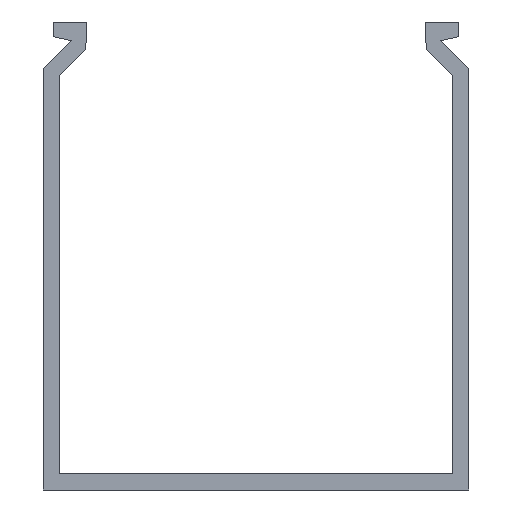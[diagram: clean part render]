
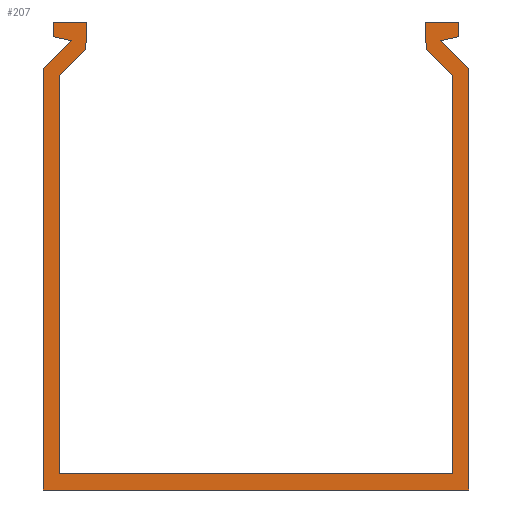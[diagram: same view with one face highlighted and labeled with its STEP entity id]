
A CAD part, front view. The second image highlights one B-rep face of the part: STEP entity #207.
In plain terms, the highlighted planar face has unit normal (0, -1, 0).
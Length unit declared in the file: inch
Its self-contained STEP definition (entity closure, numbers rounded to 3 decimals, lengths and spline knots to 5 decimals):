
#11 = EDGE_CURVE ( 'NONE', #225, #192, #346, .T. ) ;
#12 = CARTESIAN_POINT ( 'NONE',  ( -1.19344, 0., 2.90334 ) ) ;
#15 = LINE ( 'NONE', #284, #570 ) ;
#17 = AXIS2_PLACEMENT_3D ( 'NONE', #632, #228, #217 ) ;
#27 = LINE ( 'NONE', #150, #585 ) ;
#33 = CARTESIAN_POINT ( 'NONE',  ( -1.31082, 0., 3.02411 ) ) ;
#39 = PLANE ( 'NONE',  #17 ) ;
#43 = CARTESIAN_POINT ( 'NONE',  ( 1.10026, 0., 2.84835 ) ) ;
#51 = LINE ( 'NONE', #431, #340 ) ;
#53 = ORIENTED_EDGE ( 'NONE', *, *, #493, .F. ) ;
#65 = CARTESIAN_POINT ( 'NONE',  ( -1.09346, 0., 3.02411 ) ) ;
#74 = DIRECTION ( 'NONE',  ( 0.711, 0., 0.703 ) ) ;
#77 = FACE_OUTER_BOUND ( 'NONE', #139, .T. ) ;
#89 = ORIENTED_EDGE ( 'NONE', *, *, #514, .F. ) ;
#93 = CARTESIAN_POINT ( 'NONE',  ( -1.27001, 0., 0.105 ) ) ;
#115 = LINE ( 'NONE', #569, #662 ) ;
#118 = VERTEX_POINT ( 'NONE', #681 ) ;
#119 = VERTEX_POINT ( 'NONE', #33 ) ;
#120 = DIRECTION ( 'NONE',  ( 0., 0., 1. ) ) ;
#121 = EDGE_CURVE ( 'NONE', #600, #322, #115, .T. ) ;
#122 = DIRECTION ( 'NONE',  ( -0.711, 0., -0.703 ) ) ;
#126 = DIRECTION ( 'NONE',  ( -0.711, 0., 0.703 ) ) ;
#129 = CARTESIAN_POINT ( 'NONE',  ( 1.31087, 0., 3.02411 ) ) ;
#138 = LINE ( 'NONE', #611, #699 ) ;
#139 = EDGE_LOOP ( 'NONE', ( #307, #172, #424, #89, #620, #501, #379, #579, #156, #510, #265, #568, #53, #435, #169, #203, #626, #694 ) ) ;
#142 = EDGE_CURVE ( 'NONE', #631, #482, #527, .T. ) ;
#145 = VECTOR ( 'NONE', #151, 39.37008 ) ;
#150 = CARTESIAN_POINT ( 'NONE',  ( -1.31082, 0., 0.105 ) ) ;
#151 = DIRECTION ( 'NONE',  ( 0., 0., 1. ) ) ;
#156 = ORIENTED_EDGE ( 'NONE', *, *, #224, .T. ) ;
#160 = DIRECTION ( 'NONE',  ( 0., 0., -1. ) ) ;
#169 = ORIENTED_EDGE ( 'NONE', *, *, #121, .F. ) ;
#172 = ORIENTED_EDGE ( 'NONE', *, *, #586, .F. ) ;
#174 = EDGE_CURVE ( 'NONE', #486, #600, #649, .T. ) ;
#175 = VECTOR ( 'NONE', #393, 39.37008 ) ;
#181 = DIRECTION ( 'NONE',  ( 1., 0., 0. ) ) ;
#185 = CARTESIAN_POINT ( 'NONE',  ( 1.31087, 0., 2.92872 ) ) ;
#190 = CARTESIAN_POINT ( 'NONE',  ( 1.31087, 0., 3.02411 ) ) ;
#192 = VERTEX_POINT ( 'NONE', #348 ) ;
#195 = LINE ( 'NONE', #689, #145 ) ;
#198 = VECTOR ( 'NONE', #120, 39.37008 ) ;
#199 = CARTESIAN_POINT ( 'NONE',  ( 1.375, 0., 0. ) ) ;
#203 = ORIENTED_EDGE ( 'NONE', *, *, #174, .F. ) ;
#205 = DIRECTION ( 'NONE',  ( 0., 0., 1. ) ) ;
#207 = ADVANCED_FACE ( 'NONE', ( #77 ), #39, .F. ) ;
#215 = VECTOR ( 'NONE', #74, 39.37008 ) ;
#217 = DIRECTION ( 'NONE',  ( 0., 0., 1. ) ) ;
#221 = VECTOR ( 'NONE', #126, 39.37008 ) ;
#224 = EDGE_CURVE ( 'NONE', #225, #481, #398, .T. ) ;
#225 = VERTEX_POINT ( 'NONE', #518 ) ;
#226 = VECTOR ( 'NONE', #628, 39.37008 ) ;
#228 = DIRECTION ( 'NONE',  ( 0., 1., 0. ) ) ;
#232 = LINE ( 'NONE', #359, #385 ) ;
#233 = CARTESIAN_POINT ( 'NONE',  ( 1.37524, 0., 2.72381 ) ) ;
#246 = DIRECTION ( 'NONE',  ( -0.977, 0., -0.211 ) ) ;
#248 = EDGE_CURVE ( 'NONE', #482, #118, #51, .T. ) ;
#254 = VECTOR ( 'NONE', #562, 39.37008 ) ;
#256 = CARTESIAN_POINT ( 'NONE',  ( -1.37519, 0., 2.72381 ) ) ;
#261 = CARTESIAN_POINT ( 'NONE',  ( -1.27019, 0., 2.68044 ) ) ;
#263 = VERTEX_POINT ( 'NONE', #661 ) ;
#265 = ORIENTED_EDGE ( 'NONE', *, *, #657, .F. ) ;
#271 = EDGE_CURVE ( 'NONE', #263, #119, #27, .T. ) ;
#275 = DIRECTION ( 'NONE',  ( 1., 0., 0. ) ) ;
#284 = CARTESIAN_POINT ( 'NONE',  ( -1.10021, 0., 2.84835 ) ) ;
#290 = VECTOR ( 'NONE', #652, 39.37008 ) ;
#295 = DIRECTION ( 'NONE',  ( 1., 0., 0. ) ) ;
#298 = CARTESIAN_POINT ( 'NONE',  ( 1.375, 0., 0. ) ) ;
#307 = ORIENTED_EDGE ( 'NONE', *, *, #142, .F. ) ;
#309 = CARTESIAN_POINT ( 'NONE',  ( 1.19349, 0., 2.90334 ) ) ;
#310 = LINE ( 'NONE', #12, #175 ) ;
#322 = VERTEX_POINT ( 'NONE', #633 ) ;
#340 = VECTOR ( 'NONE', #645, 39.37008 ) ;
#346 = LINE ( 'NONE', #495, #198 ) ;
#348 = CARTESIAN_POINT ( 'NONE',  ( -1.37519, 0., 2.72381 ) ) ;
#359 = CARTESIAN_POINT ( 'NONE',  ( 1.31087, 0., 2.92872 ) ) ;
#360 = VERTEX_POINT ( 'NONE', #309 ) ;
#361 = DIRECTION ( 'NONE',  ( -0.038, 0., 0.999 ) ) ;
#363 = LINE ( 'NONE', #256, #215 ) ;
#379 = ORIENTED_EDGE ( 'NONE', *, *, #504, .F. ) ;
#381 = LINE ( 'NONE', #576, #226 ) ;
#385 = VECTOR ( 'NONE', #246, 39.37008 ) ;
#387 = VECTOR ( 'NONE', #160, 39.37008 ) ;
#393 = DIRECTION ( 'NONE',  ( -0.977, 0., 0.211 ) ) ;
#394 = LINE ( 'NONE', #129, #512 ) ;
#398 = LINE ( 'NONE', #199, #615 ) ;
#400 = DIRECTION ( 'NONE',  ( 0., 0., -1. ) ) ;
#417 = CARTESIAN_POINT ( 'NONE',  ( -1.10021, 0., 2.84835 ) ) ;
#422 = EDGE_CURVE ( 'NONE', #322, #700, #138, .T. ) ;
#424 = ORIENTED_EDGE ( 'NONE', *, *, #598, .F. ) ;
#431 = CARTESIAN_POINT ( 'NONE',  ( 1.31087, 0., 0.105 ) ) ;
#435 = ORIENTED_EDGE ( 'NONE', *, *, #422, .F. ) ;
#436 = CARTESIAN_POINT ( 'NONE',  ( 1.37524, 0., 2.72381 ) ) ;
#438 = CARTESIAN_POINT ( 'NONE',  ( -1.19344, 0., 2.90334 ) ) ;
#439 = EDGE_CURVE ( 'NONE', #561, #481, #545, .T. ) ;
#443 = LINE ( 'NONE', #65, #290 ) ;
#456 = VERTEX_POINT ( 'NONE', #185 ) ;
#467 = CARTESIAN_POINT ( 'NONE',  ( 1.27024, 0., 2.68044 ) ) ;
#481 = VERTEX_POINT ( 'NONE', #298 ) ;
#482 = VERTEX_POINT ( 'NONE', #93 ) ;
#486 = VERTEX_POINT ( 'NONE', #467 ) ;
#493 = EDGE_CURVE ( 'NONE', #700, #456, #381, .T. ) ;
#495 = CARTESIAN_POINT ( 'NONE',  ( -1.375, 0., 0. ) ) ;
#497 = VERTEX_POINT ( 'NONE', #521 ) ;
#501 = ORIENTED_EDGE ( 'NONE', *, *, #578, .F. ) ;
#504 = EDGE_CURVE ( 'NONE', #192, #591, #363, .T. ) ;
#510 = ORIENTED_EDGE ( 'NONE', *, *, #439, .F. ) ;
#512 = VECTOR ( 'NONE', #181, 39.37008 ) ;
#514 = EDGE_CURVE ( 'NONE', #119, #497, #394, .T. ) ;
#518 = CARTESIAN_POINT ( 'NONE',  ( -1.375, 0., 0. ) ) ;
#521 = CARTESIAN_POINT ( 'NONE',  ( -1.09346, 0., 3.02411 ) ) ;
#527 = LINE ( 'NONE', #673, #387 ) ;
#538 = LINE ( 'NONE', #616, #254 ) ;
#545 = LINE ( 'NONE', #233, #672 ) ;
#551 = CARTESIAN_POINT ( 'NONE',  ( 1.27024, 0., 2.68044 ) ) ;
#561 = VERTEX_POINT ( 'NONE', #436 ) ;
#562 = DIRECTION ( 'NONE',  ( 0.711, 0., -0.703 ) ) ;
#568 = ORIENTED_EDGE ( 'NONE', *, *, #690, .F. ) ;
#569 = CARTESIAN_POINT ( 'NONE',  ( 1.10026, 0., 2.84835 ) ) ;
#570 = VECTOR ( 'NONE', #122, 39.37008 ) ;
#576 = CARTESIAN_POINT ( 'NONE',  ( 1.31087, 0., 0.105 ) ) ;
#578 = EDGE_CURVE ( 'NONE', #591, #263, #310, .T. ) ;
#579 = ORIENTED_EDGE ( 'NONE', *, *, #11, .F. ) ;
#585 = VECTOR ( 'NONE', #205, 39.37008 ) ;
#586 = EDGE_CURVE ( 'NONE', #608, #631, #15, .T. ) ;
#591 = VERTEX_POINT ( 'NONE', #438 ) ;
#598 = EDGE_CURVE ( 'NONE', #497, #608, #443, .T. ) ;
#600 = VERTEX_POINT ( 'NONE', #43 ) ;
#608 = VERTEX_POINT ( 'NONE', #417 ) ;
#611 = CARTESIAN_POINT ( 'NONE',  ( 1.31087, 0., 3.02411 ) ) ;
#615 = VECTOR ( 'NONE', #275, 39.37008 ) ;
#616 = CARTESIAN_POINT ( 'NONE',  ( 1.19349, 0., 2.90334 ) ) ;
#620 = ORIENTED_EDGE ( 'NONE', *, *, #271, .F. ) ;
#621 = EDGE_CURVE ( 'NONE', #118, #486, #195, .T. ) ;
#626 = ORIENTED_EDGE ( 'NONE', *, *, #621, .F. ) ;
#628 = DIRECTION ( 'NONE',  ( 0., 0., -1. ) ) ;
#631 = VERTEX_POINT ( 'NONE', #261 ) ;
#632 = CARTESIAN_POINT ( 'NONE',  ( 1.31087, 0., 0.105 ) ) ;
#633 = CARTESIAN_POINT ( 'NONE',  ( 1.09351, 0., 3.02411 ) ) ;
#645 = DIRECTION ( 'NONE',  ( 1., 0., 0. ) ) ;
#649 = LINE ( 'NONE', #551, #221 ) ;
#652 = DIRECTION ( 'NONE',  ( -0.038, 0., -0.999 ) ) ;
#657 = EDGE_CURVE ( 'NONE', #360, #561, #538, .T. ) ;
#661 = CARTESIAN_POINT ( 'NONE',  ( -1.31082, 0., 2.92872 ) ) ;
#662 = VECTOR ( 'NONE', #361, 39.37008 ) ;
#672 = VECTOR ( 'NONE', #400, 39.37008 ) ;
#673 = CARTESIAN_POINT ( 'NONE',  ( -1.27019, 0., 2.68044 ) ) ;
#681 = CARTESIAN_POINT ( 'NONE',  ( 1.27001, 0., 0.105 ) ) ;
#689 = CARTESIAN_POINT ( 'NONE',  ( 1.27001, 0., 0.105 ) ) ;
#690 = EDGE_CURVE ( 'NONE', #456, #360, #232, .T. ) ;
#694 = ORIENTED_EDGE ( 'NONE', *, *, #248, .F. ) ;
#699 = VECTOR ( 'NONE', #295, 39.37008 ) ;
#700 = VERTEX_POINT ( 'NONE', #190 ) ;
